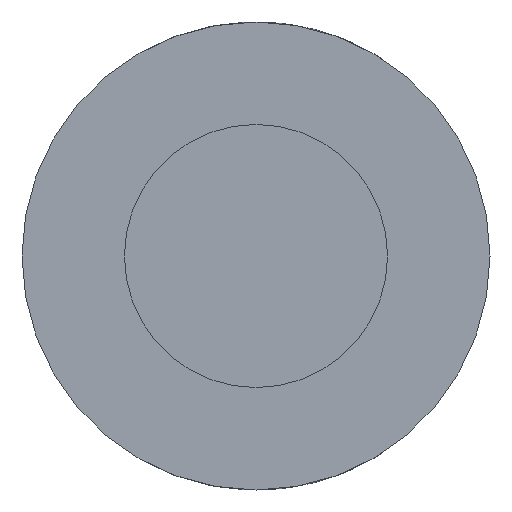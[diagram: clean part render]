
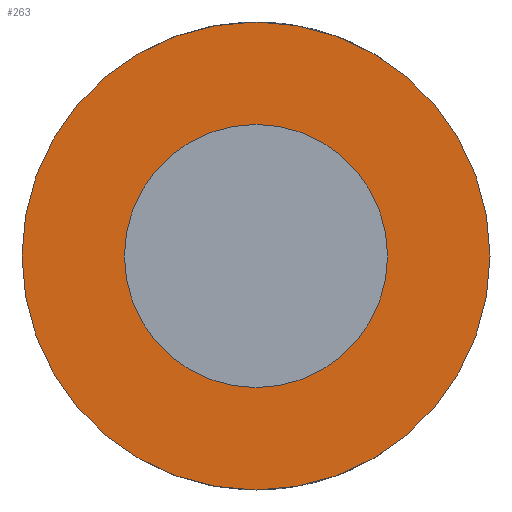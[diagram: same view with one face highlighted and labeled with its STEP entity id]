
A CAD part, front view. The second image highlights one B-rep face of the part: STEP entity #263.
In plain terms, the highlighted planar face has unit normal (0, -1, 0).
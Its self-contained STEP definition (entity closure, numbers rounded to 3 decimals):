
#24=FACE_BOUND('',#77,.T.);
#36=CIRCLE('',#304,1.35);
#41=CIRCLE('',#313,2.4);
#56=FACE_OUTER_BOUND('',#76,.T.);
#76=EDGE_LOOP('',(#235));
#77=EDGE_LOOP('',(#236));
#132=VERTEX_POINT('',#445);
#137=VERTEX_POINT('',#461);
#162=EDGE_CURVE('',#132,#132,#36,.T.);
#170=EDGE_CURVE('',#137,#137,#41,.T.);
#235=ORIENTED_EDGE('',*,*,#170,.F.);
#236=ORIENTED_EDGE('',*,*,#162,.T.);
#248=PLANE('',#315);
#263=ADVANCED_FACE('',(#56,#24),#248,.F.);
#304=AXIS2_PLACEMENT_3D('',#446,#368,#369);
#313=AXIS2_PLACEMENT_3D('',#463,#389,#390);
#315=AXIS2_PLACEMENT_3D('',#465,#393,#394);
#368=DIRECTION('center_axis',(0.,1.,0.));
#369=DIRECTION('ref_axis',(1.,0.,0.));
#389=DIRECTION('center_axis',(0.,1.,0.));
#390=DIRECTION('ref_axis',(-1.,0.,0.));
#393=DIRECTION('center_axis',(0.,1.,0.));
#394=DIRECTION('ref_axis',(0.,0.,1.));
#445=CARTESIAN_POINT('',(-1.35,0.,0.));
#446=CARTESIAN_POINT('Origin',(0.,0.,0.));
#461=CARTESIAN_POINT('',(2.4,0.,0.));
#463=CARTESIAN_POINT('Origin',(0.,0.,0.));
#465=CARTESIAN_POINT('Origin',(0.,0.,0.));
